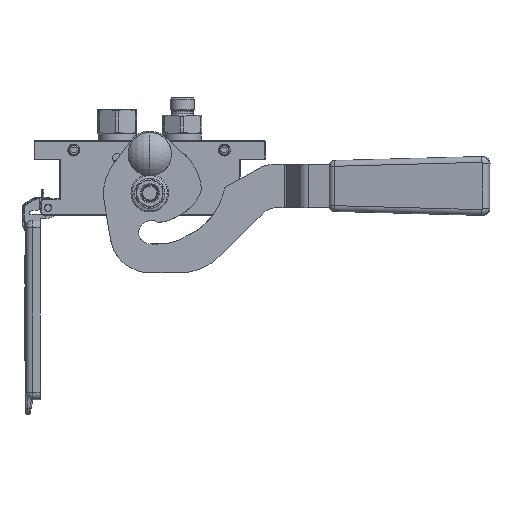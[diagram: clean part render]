
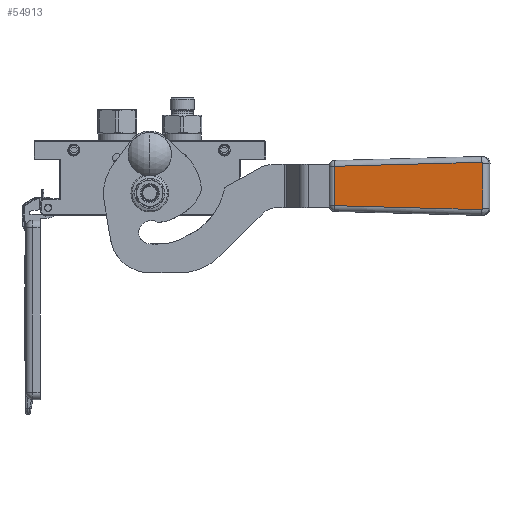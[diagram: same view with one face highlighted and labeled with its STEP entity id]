
A CAD part, front view. The second image highlights one B-rep face of the part: STEP entity #54913.
In plain terms, the highlighted face is planar.
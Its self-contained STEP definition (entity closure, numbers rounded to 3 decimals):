
#666 = DIRECTION ( 'NONE',  ( 1., 0., 0. ) ) ;
#2459 = EDGE_CURVE ( 'NONE', #24213, #97139, #102174, .T. ) ;
#2621 = CARTESIAN_POINT ( 'NONE',  ( -15.363, 0.055, -4.054 ) ) ;
#5691 = PLANE ( 'NONE',  #28874 ) ;
#5919 = CARTESIAN_POINT ( 'NONE',  ( 16.363, 0.069, -5.081 ) ) ;
#6950 = EDGE_CURVE ( 'NONE', #97139, #52945, #25523, .T. ) ;
#7810 = CARTESIAN_POINT ( 'NONE',  ( 16.364, 0.068, -5.014 ) ) ;
#9302 = CARTESIAN_POINT ( 'NONE',  ( 15.363, 0.055, -4.054 ) ) ;
#15346 = CARTESIAN_POINT ( 'NONE',  ( -15.43, 0.055, -4.054 ) ) ;
#15664 = CARTESIAN_POINT ( 'NONE',  ( 13.607, 1.447, -107.054 ) ) ;
#16077 = CARTESIAN_POINT ( 'NONE',  ( -16.355, 0.066, -4.882 ) ) ;
#17754 = VERTEX_POINT ( 'NONE', #34074 ) ;
#17769 = VECTOR ( 'NONE', #83426, 1000. ) ;
#18400 = CARTESIAN_POINT ( 'NONE',  ( 16.301, 0.063, -4.688 ) ) ;
#20627 = ORIENTED_EDGE ( 'NONE', *, *, #99766, .F. ) ;
#24213 = VERTEX_POINT ( 'NONE', #97890 ) ;
#24257 = CARTESIAN_POINT ( 'NONE',  ( 16.209, 0.061, -4.509 ) ) ;
#25523 = LINE ( 'NONE', #50060, #50468 ) ;
#26459 = CARTESIAN_POINT ( 'NONE',  ( 15.363, 0.055, -4.054 ) ) ;
#28874 = AXIS2_PLACEMENT_3D ( 'NONE', #89248, #31604, #38917 ) ;
#30887 = DIRECTION ( 'NONE',  ( -0.027, 0.014, -1. ) ) ;
#31448 = CARTESIAN_POINT ( 'NONE',  ( -16.084, 0.059, -4.352 ) ) ;
#31604 = DIRECTION ( 'NONE',  ( 0., 1., 0.014 ) ) ;
#32151 = EDGE_CURVE ( 'NONE', #17754, #66141, #82019, .T. ) ;
#32163 = CARTESIAN_POINT ( 'NONE',  ( -16.209, 0.061, -4.509 ) ) ;
#32517 = CARTESIAN_POINT ( 'NONE',  ( -15.931, 0.057, -4.223 ) ) ;
#33034 = CARTESIAN_POINT ( 'NONE',  ( 16.355, 0.066, -4.882 ) ) ;
#33446 = VECTOR ( 'NONE', #85458, 1000. ) ;
#34074 = CARTESIAN_POINT ( 'NONE',  ( 13.607, 1.447, -107.054 ) ) ;
#34288 = CARTESIAN_POINT ( 'NONE',  ( -13.607, 1.447, -107.054 ) ) ;
#38917 = DIRECTION ( 'NONE',  ( 0., -0.014, 1. ) ) ;
#39826 = CARTESIAN_POINT ( 'NONE',  ( -15.363, 0.055, -4.054 ) ) ;
#40526 = CARTESIAN_POINT ( 'NONE',  ( -16.301, 0.063, -4.688 ) ) ;
#43279 = CARTESIAN_POINT ( 'NONE',  ( 15.931, 0.057, -4.223 ) ) ;
#48807 = ORIENTED_EDGE ( 'NONE', *, *, #93653, .F. ) ;
#50060 = CARTESIAN_POINT ( 'NONE',  ( -15.363, 0.055, -4.054 ) ) ;
#50468 = VECTOR ( 'NONE', #666, 1000. ) ;
#51012 = CARTESIAN_POINT ( 'NONE',  ( -13.607, 1.447, -107.054 ) ) ;
#51979 = EDGE_CURVE ( 'NONE', #66141, #24213, #55781, .T. ) ;
#52945 = VERTEX_POINT ( 'NONE', #9302 ) ;
#53348 = ORIENTED_EDGE ( 'NONE', *, *, #2459, .F. ) ;
#54913 = ADVANCED_FACE ( 'NONE', ( #106640 ), #5691, .F. ) ;
#55781 = LINE ( 'NONE', #51012, #33446 ) ;
#57368 = ORIENTED_EDGE ( 'NONE', *, *, #6950, .F. ) ;
#58584 = B_SPLINE_CURVE_WITH_KNOTS ( 'NONE', 3,
 ( #26459, #60571, #85137, #93614, #43279, #102080, #24257, #18400, #33034, #7810, #77039 ),
 .UNSPECIFIED., .F., .F.,
 ( 4, 1, 1, 1, 1, 1, 1, 1, 4 ),
 ( 0., 0.125, 0.25, 0.375, 0.5, 0.625, 0.75, 0.875, 1. ),
 .UNSPECIFIED. ) ;
#60571 = CARTESIAN_POINT ( 'NONE',  ( 15.43, 0.055, -4.054 ) ) ;
#62841 = VERTEX_POINT ( 'NONE', #5919 ) ;
#65534 = CARTESIAN_POINT ( 'NONE',  ( -15.562, 0.055, -4.067 ) ) ;
#66141 = VERTEX_POINT ( 'NONE', #34288 ) ;
#66532 = VECTOR ( 'NONE', #30887, 1000. ) ;
#67638 = ORIENTED_EDGE ( 'NONE', *, *, #32151, .F. ) ;
#77039 = CARTESIAN_POINT ( 'NONE',  ( 16.363, 0.069, -5.081 ) ) ;
#82019 = LINE ( 'NONE', #15664, #17769 ) ;
#83426 = DIRECTION ( 'NONE',  ( -1., 0., 0. ) ) ;
#85137 = CARTESIAN_POINT ( 'NONE',  ( 15.562, 0.055, -4.067 ) ) ;
#85458 = DIRECTION ( 'NONE',  ( -0.027, -0.014, 1. ) ) ;
#89248 = CARTESIAN_POINT ( 'NONE',  ( 50., 1.5, -111. ) ) ;
#90163 = CARTESIAN_POINT ( 'NONE',  ( -15.754, 0.056, -4.127 ) ) ;
#91538 = LINE ( 'NONE', #105810, #66532 ) ;
#93614 = CARTESIAN_POINT ( 'NONE',  ( 15.754, 0.056, -4.127 ) ) ;
#93653 = EDGE_CURVE ( 'NONE', #52945, #62841, #58584, .T. ) ;
#93980 = ORIENTED_EDGE ( 'NONE', *, *, #51979, .F. ) ;
#97139 = VERTEX_POINT ( 'NONE', #2621 ) ;
#97890 = CARTESIAN_POINT ( 'NONE',  ( -16.363, 0.069, -5.081 ) ) ;
#98984 = CARTESIAN_POINT ( 'NONE',  ( -16.363, 0.069, -5.081 ) ) ;
#99766 = EDGE_CURVE ( 'NONE', #62841, #17754, #91538, .T. ) ;
#102080 = CARTESIAN_POINT ( 'NONE',  ( 16.084, 0.059, -4.352 ) ) ;
#102174 = B_SPLINE_CURVE_WITH_KNOTS ( 'NONE', 3,
 ( #98984, #107766, #16077, #40526, #32163, #31448, #32517, #90163, #65534, #15346, #39826 ),
 .UNSPECIFIED., .F., .F.,
 ( 4, 1, 1, 1, 1, 1, 1, 1, 4 ),
 ( 0., 0.125, 0.25, 0.375, 0.5, 0.625, 0.75, 0.875, 1. ),
 .UNSPECIFIED. ) ;
#105432 = EDGE_LOOP ( 'NONE', ( #67638, #20627, #48807, #57368, #53348, #93980 ) ) ;
#105810 = CARTESIAN_POINT ( 'NONE',  ( 16.363, 0.069, -5.081 ) ) ;
#106640 = FACE_OUTER_BOUND ( 'NONE', #105432, .T. ) ;
#107766 = CARTESIAN_POINT ( 'NONE',  ( -16.364, 0.068, -5.014 ) ) ;
